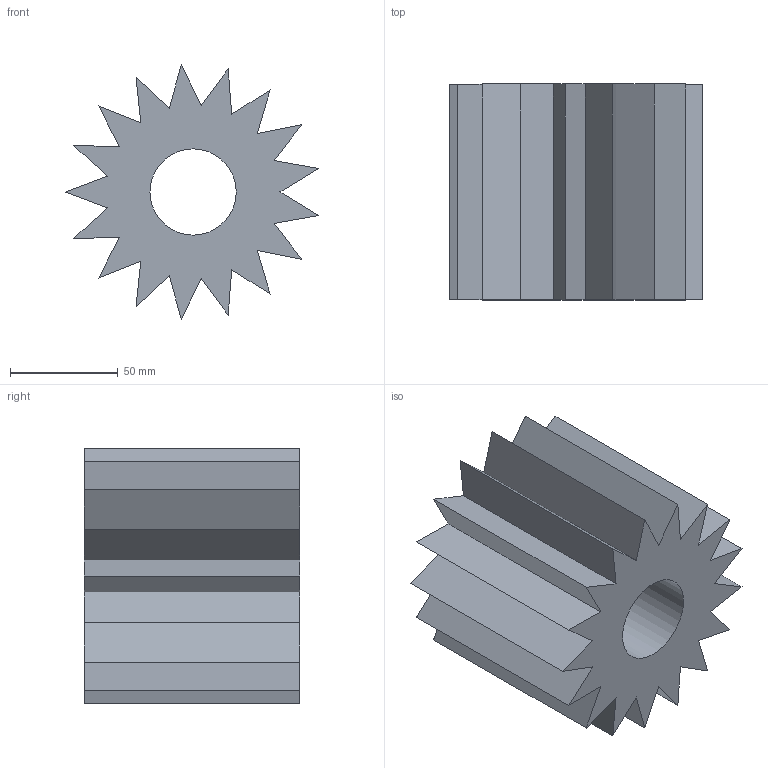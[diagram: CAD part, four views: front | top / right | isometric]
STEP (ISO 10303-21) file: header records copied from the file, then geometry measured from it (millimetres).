
FILE_DESCRIPTION(/* description */ (''),/* implementation_level */ '2;1');
FILE_NAME(/* name */ '2022-05-06_Planetenrad.stp',/* time_stamp */ '2022-05-06T11:48:03+02:00',/* author */ ('SCHWAAB'),/* organization */ (''),/* preprocessor_version */ 'ST-DEVELOPER v18.1',/* originating_system */ 'Autodesk Inventor 2020',/* authorisation */ '');
FILE_SCHEMA (('AUTOMOTIVE_DESIGN { 1 0 10303 214 3 1 1 }'));
Length unit declared in the file: millimetre
Products named in the file (1): 2022-05-06_Zahnrad-100mm
Bounding box: 117.57 x 100 x 118.08 mm (x, y, z)
Volume: 619844 mm3; surface area: 96583.6 mm2
Topology: 1 solids, 1 shells, 37 faces, 105 edges, 70 vertices
Faces by surface type: plane 36, cylinder 1
Full cylindrical faces by diameter (mm): 40 x1
Entity records: 1226 total; most frequent: CARTESIAN_POINT 213, ORIENTED_EDGE 210, DIRECTION 183, EDGE_CURVE 105, LINE 103, VECTOR 103, VERTEX_POINT 70, AXIS2_PLACEMENT_3D 40
